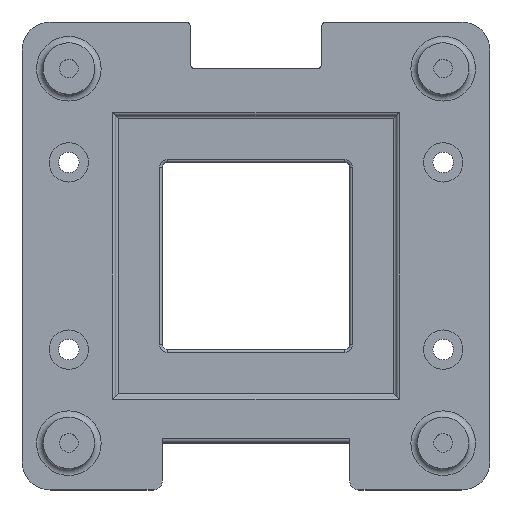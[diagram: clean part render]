
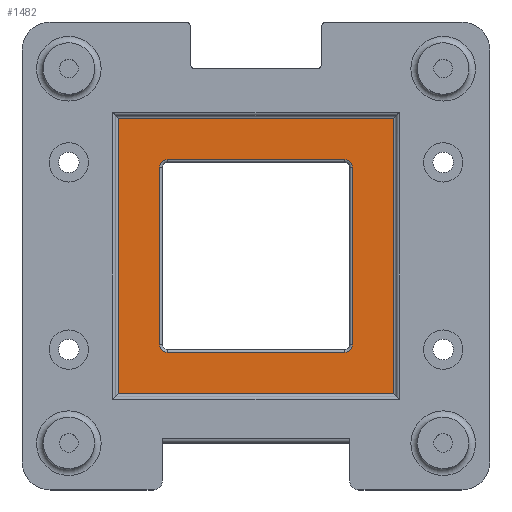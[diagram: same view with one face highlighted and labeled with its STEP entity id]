
A CAD part, top view. The second image highlights one B-rep face of the part: STEP entity #1482.
In plain terms, the highlighted planar face has unit normal (0, 0, 1).
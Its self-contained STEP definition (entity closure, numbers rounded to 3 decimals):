
#28=FACE_BOUND('',#335,.T.);
#95=CIRCLE('',#1606,0.8);
#100=CIRCLE('',#1613,0.8);
#103=CIRCLE('',#1618,0.8);
#107=CIRCLE('',#1624,0.8);
#234=FACE_OUTER_BOUND('',#334,.T.);
#334=EDGE_LOOP('',(#1129,#1130,#1131,#1132));
#335=EDGE_LOOP('',(#1133,#1134,#1135,#1136,#1137,#1138,#1139,#1140));
#455=LINE('',#2427,#563);
#456=LINE('',#2435,#564);
#457=LINE('',#2443,#565);
#458=LINE('',#2451,#566);
#463=LINE('',#2462,#571);
#464=LINE('',#2464,#572);
#465=LINE('',#2466,#573);
#466=LINE('',#2467,#574);
#563=VECTOR('',#1912,10.);
#564=VECTOR('',#1923,10.);
#565=VECTOR('',#1934,10.);
#566=VECTOR('',#1945,10.);
#571=VECTOR('',#1958,10.);
#572=VECTOR('',#1959,10.);
#573=VECTOR('',#1960,10.);
#574=VECTOR('',#1961,10.);
#691=VERTEX_POINT('',#2416);
#692=VERTEX_POINT('',#2418);
#694=VERTEX_POINT('',#2424);
#695=VERTEX_POINT('',#2429);
#696=VERTEX_POINT('',#2433);
#697=VERTEX_POINT('',#2437);
#698=VERTEX_POINT('',#2441);
#699=VERTEX_POINT('',#2445);
#701=VERTEX_POINT('',#2460);
#702=VERTEX_POINT('',#2461);
#703=VERTEX_POINT('',#2463);
#704=VERTEX_POINT('',#2465);
#843=EDGE_CURVE('',#691,#692,#95,.T.);
#848=EDGE_CURVE('',#692,#694,#455,.T.);
#850=EDGE_CURVE('',#694,#695,#100,.T.);
#852=EDGE_CURVE('',#695,#696,#456,.T.);
#854=EDGE_CURVE('',#696,#697,#103,.T.);
#856=EDGE_CURVE('',#697,#698,#457,.T.);
#859=EDGE_CURVE('',#698,#699,#107,.T.);
#860=EDGE_CURVE('',#699,#691,#458,.T.);
#865=EDGE_CURVE('',#701,#702,#463,.T.);
#866=EDGE_CURVE('',#703,#701,#464,.T.);
#867=EDGE_CURVE('',#704,#703,#465,.T.);
#868=EDGE_CURVE('',#702,#704,#466,.T.);
#1129=ORIENTED_EDGE('',*,*,#865,.F.);
#1130=ORIENTED_EDGE('',*,*,#866,.F.);
#1131=ORIENTED_EDGE('',*,*,#867,.F.);
#1132=ORIENTED_EDGE('',*,*,#868,.F.);
#1133=ORIENTED_EDGE('',*,*,#843,.F.);
#1134=ORIENTED_EDGE('',*,*,#860,.F.);
#1135=ORIENTED_EDGE('',*,*,#859,.F.);
#1136=ORIENTED_EDGE('',*,*,#856,.F.);
#1137=ORIENTED_EDGE('',*,*,#854,.F.);
#1138=ORIENTED_EDGE('',*,*,#852,.F.);
#1139=ORIENTED_EDGE('',*,*,#850,.F.);
#1140=ORIENTED_EDGE('',*,*,#848,.F.);
#1425=PLANE('',#1629);
#1482=ADVANCED_FACE('',(#234,#28),#1425,.F.);
#1606=AXIS2_PLACEMENT_3D('',#2419,#1901,#1902);
#1613=AXIS2_PLACEMENT_3D('',#2431,#1917,#1918);
#1618=AXIS2_PLACEMENT_3D('',#2439,#1928,#1929);
#1624=AXIS2_PLACEMENT_3D('',#2449,#1941,#1942);
#1629=AXIS2_PLACEMENT_3D('',#2459,#1956,#1957);
#1901=DIRECTION('center_axis',(0.,0.,1.));
#1902=DIRECTION('ref_axis',(-0.707,-0.707,0.));
#1912=DIRECTION('',(1.,0.,0.));
#1917=DIRECTION('center_axis',(0.,0.,1.));
#1918=DIRECTION('ref_axis',(0.707,-0.707,0.));
#1923=DIRECTION('',(0.,1.,0.));
#1928=DIRECTION('center_axis',(0.,0.,1.));
#1929=DIRECTION('ref_axis',(0.707,0.707,0.));
#1934=DIRECTION('',(-1.,0.,0.));
#1941=DIRECTION('center_axis',(0.,0.,1.));
#1942=DIRECTION('ref_axis',(-0.707,0.707,0.));
#1945=DIRECTION('',(0.,-1.,0.));
#1956=DIRECTION('center_axis',(0.,0.,-1.));
#1957=DIRECTION('ref_axis',(-1.,0.,0.));
#1958=DIRECTION('',(0.,-1.,0.));
#1959=DIRECTION('',(1.,0.,0.));
#1960=DIRECTION('',(0.,1.,0.));
#1961=DIRECTION('',(-1.,0.,0.));
#2416=CARTESIAN_POINT('',(-10.3,-9.5,1.5));
#2418=CARTESIAN_POINT('',(-9.5,-10.3,1.5));
#2419=CARTESIAN_POINT('Origin',(-9.5,-9.5,1.5));
#2424=CARTESIAN_POINT('',(9.5,-10.3,1.5));
#2427=CARTESIAN_POINT('',(-5.,-10.3,1.5));
#2429=CARTESIAN_POINT('',(10.3,-9.5,1.5));
#2431=CARTESIAN_POINT('Origin',(9.5,-9.5,1.5));
#2433=CARTESIAN_POINT('',(10.3,9.5,1.5));
#2435=CARTESIAN_POINT('',(10.3,-5.,1.5));
#2437=CARTESIAN_POINT('',(9.5,10.3,1.5));
#2439=CARTESIAN_POINT('Origin',(9.5,9.5,1.5));
#2441=CARTESIAN_POINT('',(-9.5,10.3,1.5));
#2443=CARTESIAN_POINT('',(5.,10.3,1.5));
#2445=CARTESIAN_POINT('',(-10.3,9.5,1.5));
#2449=CARTESIAN_POINT('Origin',(-9.5,9.5,1.5));
#2451=CARTESIAN_POINT('',(-10.3,5.,1.5));
#2459=CARTESIAN_POINT('Origin',(0.,0.,1.5));
#2460=CARTESIAN_POINT('',(14.7,14.7,1.5));
#2461=CARTESIAN_POINT('',(14.7,-14.7,1.5));
#2462=CARTESIAN_POINT('',(14.7,7.5,1.5));
#2463=CARTESIAN_POINT('',(-14.7,14.7,1.5));
#2464=CARTESIAN_POINT('',(-7.5,14.7,1.5));
#2465=CARTESIAN_POINT('',(-14.7,-14.7,1.5));
#2466=CARTESIAN_POINT('',(-14.7,-7.5,1.5));
#2467=CARTESIAN_POINT('',(7.5,-14.7,1.5));
